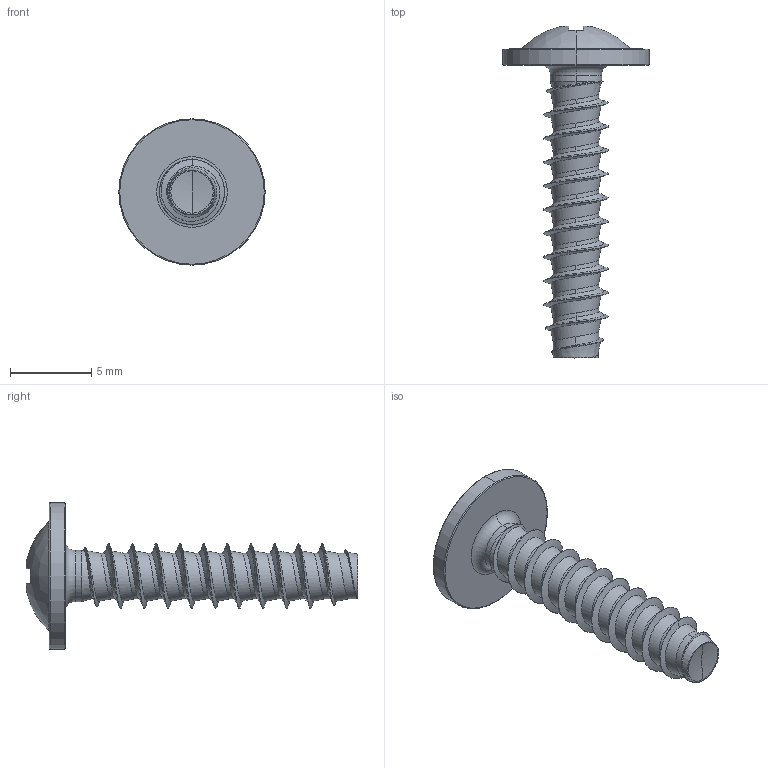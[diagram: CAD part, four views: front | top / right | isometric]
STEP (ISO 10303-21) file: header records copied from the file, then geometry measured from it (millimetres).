
FILE_DESCRIPTION (( 'STEP AP203' ), '1' );
FILE_NAME ('STP210400180.STEP', '2017-08-14T17:31:55', ( '' ), ( '' ), 'SwSTEP 2.0', 'SolidWorks 2015', '' );
FILE_SCHEMA (( 'CONFIG_CONTROL_DESIGN' ));
Length unit declared in the file: millimetre
Products named in the file (1): STP210400180
Bounding box: 9 x 20.42 x 9 mm (x, y, z)
Volume: 216.3 mm3; surface area: 430.4 mm2
Topology: 1 solids, 1 shells, 193 faces, 461 edges, 271 vertices
Faces by surface type: bspline 55, cylinder 49, plane 31, torus 30, sphere 20, cone 8
Entity records: 24825 total; most frequent: CARTESIAN_POINT 20787, ORIENTED_EDGE 918, DIRECTION 745, EDGE_CURVE 459, AXIS2_PLACEMENT_3D 326, VERTEX_POINT 271, EDGE_LOOP 196, FACE_OUTER_BOUND 193
